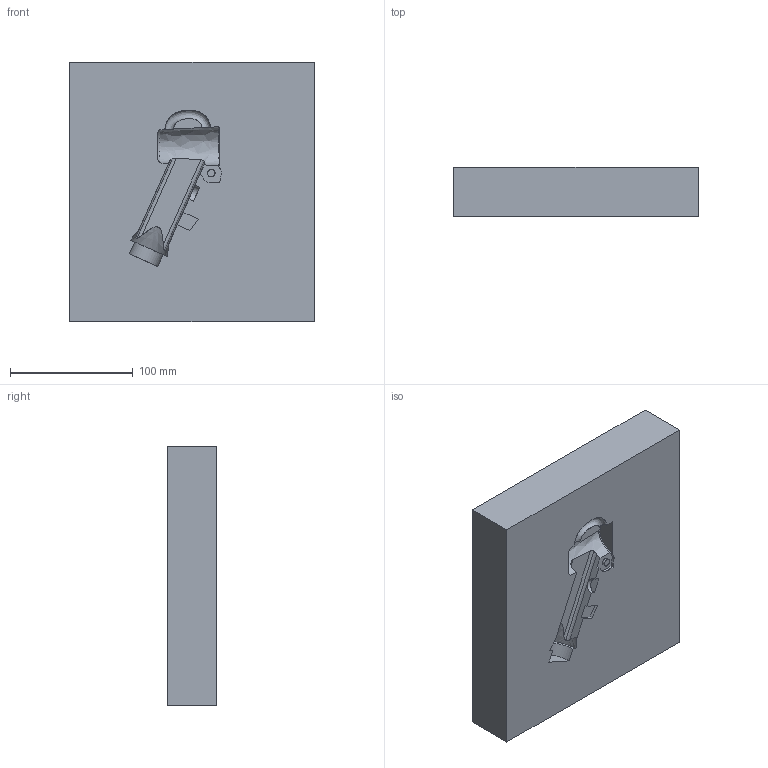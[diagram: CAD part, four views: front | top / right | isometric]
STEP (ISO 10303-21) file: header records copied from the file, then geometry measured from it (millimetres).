
FILE_DESCRIPTION((''),'2;1');
FILE_NAME('PISTOLJ ZA CREVO.STP','2009-11-19T20:18:18',(''),(''),'STEP Write','Mastercam V8 ... CNC Software, Inc.','');
FILE_SCHEMA(('CONFIG_CONTROL_DESIGN'));
Length unit declared in the file: millimetre
Bounding box: 199.47 x 40.04 x 211.84 mm (x, y, z)
Surface area: 120940 mm2 (no closed solid volume)
Topology: 0 solids, 44 shells, 44 faces, 279 edges, 322 vertices
Faces by surface type: bspline 44
Entity records: 6050 total; most frequent: CARTESIAN_POINT 4137, DIRECTION 285, VERTEX_POINT 279, EDGE_CURVE 234, ORIENTED_EDGE 234, VECTOR 173, LINE 173, AXIS2_PLACEMENT_3D 56
